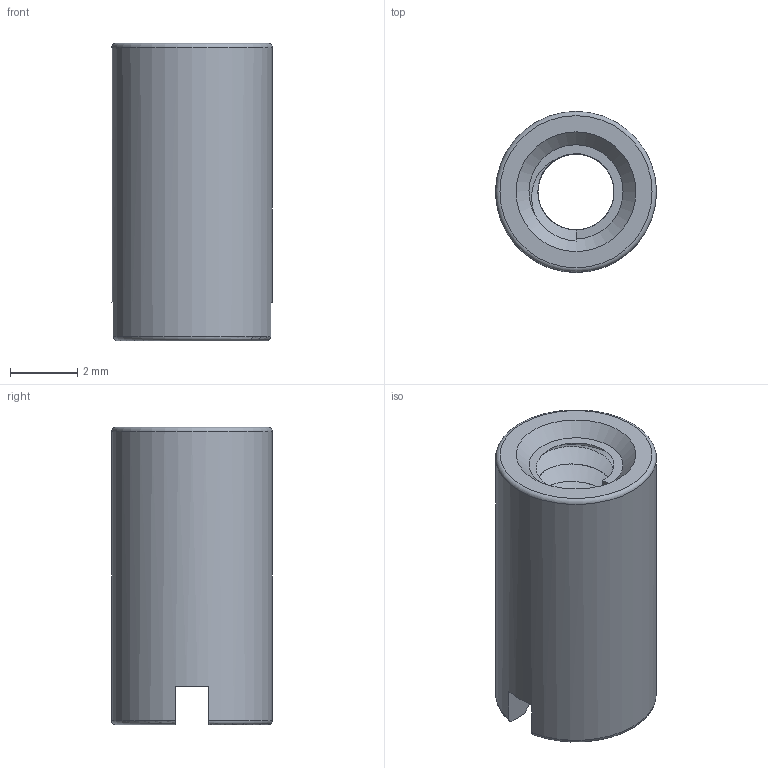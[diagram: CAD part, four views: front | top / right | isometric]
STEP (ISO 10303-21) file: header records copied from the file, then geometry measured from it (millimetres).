
FILE_DESCRIPTION (( 'STEP AP214' ), '1' );
FILE_NAME ('18113r2.STEP', '2011-07-05T17:24:50', ( 'Vicor User' ), ( 'Microsoft' ), 'SwSTEP 2.0', 'SolidWorks 2010', '' );
FILE_SCHEMA (( 'AUTOMOTIVE_DESIGN' ));
Length unit declared in the file: inch
Products named in the file (1): 18113r2
Bounding box: 4.78 x 4.78 x 8.84 mm (x, y, z)
Volume: 98.8 mm3; surface area: 296 mm2
Topology: 1 solids, 1 shells, 28 faces, 80 edges, 53 vertices
Faces by surface type: plane 13, cylinder 6, cone 3, torus 3, bspline 3
Full cylindrical faces by diameter (mm): 4.775 x1
Entity records: 2571 total; most frequent: CARTESIAN_POINT 1854, ORIENTED_EDGE 150, DIRECTION 115, EDGE_CURVE 75, VERTEX_POINT 51, AXIS2_PLACEMENT_3D 43, EDGE_LOOP 32, FACE_OUTER_BOUND 30
